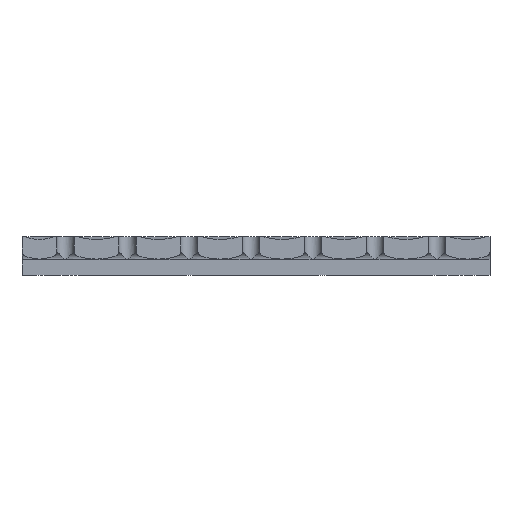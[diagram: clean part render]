
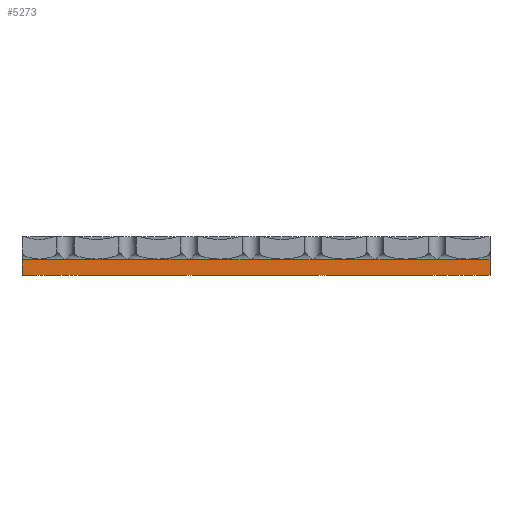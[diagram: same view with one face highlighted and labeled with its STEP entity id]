
A CAD part, front view. The second image highlights one B-rep face of the part: STEP entity #5273.
In plain terms, the highlighted planar face has unit normal (0, -1, 0).
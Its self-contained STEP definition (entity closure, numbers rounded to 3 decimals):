
#27 = LINE ( 'NONE', #8696, #9870 ) ;
#237 = PLANE ( 'NONE',  #8109 ) ;
#251 = VECTOR ( 'NONE', #2808, 1000. ) ;
#313 = CARTESIAN_POINT ( 'NONE',  ( 60.5, -7., -2. ) ) ;
#328 = VERTEX_POINT ( 'NONE', #10545 ) ;
#406 = ORIENTED_EDGE ( 'NONE', *, *, #709, .T. ) ;
#494 = VERTEX_POINT ( 'NONE', #5622 ) ;
#495 = DIRECTION ( 'NONE',  ( -1., 0., 0. ) ) ;
#509 = ORIENTED_EDGE ( 'NONE', *, *, #7692, .T. ) ;
#709 = EDGE_CURVE ( 'NONE', #2314, #777, #1777, .T. ) ;
#777 = VERTEX_POINT ( 'NONE', #11494 ) ;
#821 = VECTOR ( 'NONE', #3038, 1000. ) ;
#888 = LINE ( 'NONE', #1749, #9964 ) ;
#1139 = CARTESIAN_POINT ( 'NONE',  ( 30.75, -7., -2. ) ) ;
#1141 = EDGE_CURVE ( 'NONE', #11474, #9560, #1878, .T. ) ;
#1165 = CARTESIAN_POINT ( 'NONE',  ( 60.5, -7., -2. ) ) ;
#1284 = EDGE_CURVE ( 'NONE', #8879, #11230, #1459, .T. ) ;
#1459 = LINE ( 'NONE', #313, #2280 ) ;
#1519 = CARTESIAN_POINT ( 'NONE',  ( 60.5, -7., -2. ) ) ;
#1563 = ORIENTED_EDGE ( 'NONE', *, *, #1284, .T. ) ;
#1749 = CARTESIAN_POINT ( 'NONE',  ( 60.5, -7., -2. ) ) ;
#1777 = LINE ( 'NONE', #7131, #2716 ) ;
#1813 = FACE_OUTER_BOUND ( 'NONE', #10981, .T. ) ;
#1878 = LINE ( 'NONE', #5373, #251 ) ;
#2075 = EDGE_CURVE ( 'NONE', #494, #9560, #27, .T. ) ;
#2280 = VECTOR ( 'NONE', #9201, 1000. ) ;
#2314 = VERTEX_POINT ( 'NONE', #9370 ) ;
#2371 = CARTESIAN_POINT ( 'NONE',  ( -17.25, -7., -2. ) ) ;
#2605 = ORIENTED_EDGE ( 'NONE', *, *, #8955, .T. ) ;
#2716 = VECTOR ( 'NONE', #5081, 1000. ) ;
#2808 = DIRECTION ( 'NONE',  ( -1., 0., 0. ) ) ;
#3038 = DIRECTION ( 'NONE',  ( -1., 0., 0. ) ) ;
#3078 = VERTEX_POINT ( 'NONE', #2371 ) ;
#3355 = VERTEX_POINT ( 'NONE', #1139 ) ;
#3787 = ORIENTED_EDGE ( 'NONE', *, *, #4779, .T. ) ;
#3901 = LINE ( 'NONE', #5170, #821 ) ;
#4077 = CARTESIAN_POINT ( 'NONE',  ( 60.5, -7., -6. ) ) ;
#4258 = DIRECTION ( 'NONE',  ( 0., 0., -1. ) ) ;
#4429 = LINE ( 'NONE', #9846, #4683 ) ;
#4636 = ORIENTED_EDGE ( 'NONE', *, *, #7594, .F. ) ;
#4683 = VECTOR ( 'NONE', #7228, 1000. ) ;
#4735 = ORIENTED_EDGE ( 'NONE', *, *, #5194, .T. ) ;
#4779 = EDGE_CURVE ( 'NONE', #6878, #328, #8743, .T. ) ;
#5081 = DIRECTION ( 'NONE',  ( -1., 0., 0. ) ) ;
#5115 = VECTOR ( 'NONE', #7009, 1000. ) ;
#5170 = CARTESIAN_POINT ( 'NONE',  ( 60.5, -7., -2. ) ) ;
#5191 = CARTESIAN_POINT ( 'NONE',  ( 60.5, -7., -2. ) ) ;
#5194 = EDGE_CURVE ( 'NONE', #3078, #2314, #888, .T. ) ;
#5273 = ADVANCED_FACE ( 'NONE', ( #1813 ), #237, .F. ) ;
#5362 = CARTESIAN_POINT ( 'NONE',  ( 60.5, -7., -2. ) ) ;
#5373 = CARTESIAN_POINT ( 'NONE',  ( 60.5, -7., -6. ) ) ;
#5622 = CARTESIAN_POINT ( 'NONE',  ( -60.5, -7., -2. ) ) ;
#6352 = EDGE_CURVE ( 'NONE', #328, #3078, #7225, .T. ) ;
#6698 = LINE ( 'NONE', #1519, #8963 ) ;
#6723 = CARTESIAN_POINT ( 'NONE',  ( 14.75, -7., -2. ) ) ;
#6772 = LINE ( 'NONE', #8403, #7864 ) ;
#6878 = VERTEX_POINT ( 'NONE', #6723 ) ;
#6928 = DIRECTION ( 'NONE',  ( 0., 0., -1. ) ) ;
#7009 = DIRECTION ( 'NONE',  ( -1., 0., 0. ) ) ;
#7131 = CARTESIAN_POINT ( 'NONE',  ( 60.5, -7., -2. ) ) ;
#7225 = LINE ( 'NONE', #1165, #9984 ) ;
#7228 = DIRECTION ( 'NONE',  ( -1., 0., 0. ) ) ;
#7517 = CARTESIAN_POINT ( 'NONE',  ( 60.5, -7., -2. ) ) ;
#7594 = EDGE_CURVE ( 'NONE', #8879, #11474, #6698, .T. ) ;
#7692 = EDGE_CURVE ( 'NONE', #777, #494, #4429, .T. ) ;
#7864 = VECTOR ( 'NONE', #495, 1000. ) ;
#7890 = CARTESIAN_POINT ( 'NONE',  ( 46.75, -7., -2. ) ) ;
#8089 = DIRECTION ( 'NONE',  ( 0., 1., 0. ) ) ;
#8109 = AXIS2_PLACEMENT_3D ( 'NONE', #5362, #8089, #9024 ) ;
#8403 = CARTESIAN_POINT ( 'NONE',  ( 60.5, -7., -2. ) ) ;
#8451 = EDGE_CURVE ( 'NONE', #3355, #6878, #6772, .T. ) ;
#8696 = CARTESIAN_POINT ( 'NONE',  ( -60.5, -7., -2. ) ) ;
#8743 = LINE ( 'NONE', #5191, #5115 ) ;
#8785 = DIRECTION ( 'NONE',  ( -1., 0., 0. ) ) ;
#8879 = VERTEX_POINT ( 'NONE', #7517 ) ;
#8913 = ORIENTED_EDGE ( 'NONE', *, *, #6352, .T. ) ;
#8955 = EDGE_CURVE ( 'NONE', #11230, #3355, #3901, .T. ) ;
#8963 = VECTOR ( 'NONE', #6928, 1000. ) ;
#9024 = DIRECTION ( 'NONE',  ( 1., 0., 0. ) ) ;
#9201 = DIRECTION ( 'NONE',  ( -1., 0., 0. ) ) ;
#9306 = ORIENTED_EDGE ( 'NONE', *, *, #2075, .T. ) ;
#9370 = CARTESIAN_POINT ( 'NONE',  ( -33.25, -7., -2. ) ) ;
#9560 = VERTEX_POINT ( 'NONE', #11441 ) ;
#9846 = CARTESIAN_POINT ( 'NONE',  ( 60.5, -7., -2. ) ) ;
#9870 = VECTOR ( 'NONE', #4258, 1000. ) ;
#9964 = VECTOR ( 'NONE', #8785, 1000. ) ;
#9984 = VECTOR ( 'NONE', #10826, 1000. ) ;
#10294 = ORIENTED_EDGE ( 'NONE', *, *, #8451, .T. ) ;
#10545 = CARTESIAN_POINT ( 'NONE',  ( -1.25, -7., -2. ) ) ;
#10826 = DIRECTION ( 'NONE',  ( -1., 0., 0. ) ) ;
#10981 = EDGE_LOOP ( 'NONE', ( #2605, #10294, #3787, #8913, #4735, #406, #509, #9306, #11346, #4636, #1563 ) ) ;
#11230 = VERTEX_POINT ( 'NONE', #7890 ) ;
#11346 = ORIENTED_EDGE ( 'NONE', *, *, #1141, .F. ) ;
#11441 = CARTESIAN_POINT ( 'NONE',  ( -60.5, -7., -6. ) ) ;
#11474 = VERTEX_POINT ( 'NONE', #4077 ) ;
#11494 = CARTESIAN_POINT ( 'NONE',  ( -49.25, -7., -2. ) ) ;
